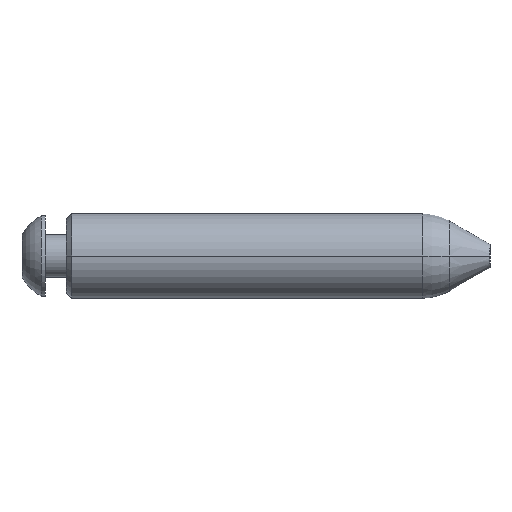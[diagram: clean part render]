
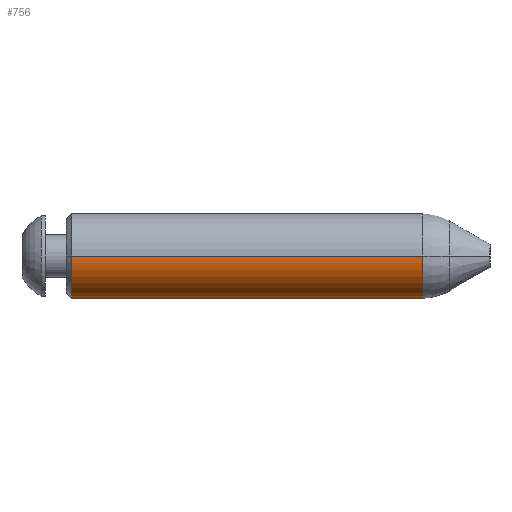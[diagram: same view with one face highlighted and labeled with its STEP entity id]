
A CAD part, left-side view. The second image highlights one B-rep face of the part: STEP entity #756.
In plain terms, the highlighted cylindrical face has radius 4 mm (diameter 8 mm), a partial arc.
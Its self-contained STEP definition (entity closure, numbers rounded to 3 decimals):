
#37 = CARTESIAN_POINT ( 'NONE',  ( 0., 0., 39.5 ) ) ;
#92 = ORIENTED_EDGE ( 'NONE', *, *, #560, .T. ) ;
#126 = ORIENTED_EDGE ( 'NONE', *, *, #1265, .T. ) ;
#155 = DIRECTION ( 'NONE',  ( 0., 0., -1. ) ) ;
#204 = DIRECTION ( 'NONE',  ( -1., 0., 0. ) ) ;
#267 = VERTEX_POINT ( 'NONE', #1180 ) ;
#275 = CARTESIAN_POINT ( 'NONE',  ( -4., 0., 39.5 ) ) ;
#322 = AXIS2_PLACEMENT_3D ( 'NONE', #37, #918, #587 ) ;
#421 = ORIENTED_EDGE ( 'NONE', *, *, #980, .F. ) ;
#461 = ORIENTED_EDGE ( 'NONE', *, *, #1085, .T. ) ;
#517 = EDGE_LOOP ( 'NONE', ( #92, #126, #461, #421 ) ) ;
#555 = VERTEX_POINT ( 'NONE', #275 ) ;
#560 = EDGE_CURVE ( 'NONE', #555, #267, #1096, .T. ) ;
#587 = DIRECTION ( 'NONE',  ( 1., 0., 0. ) ) ;
#610 = CARTESIAN_POINT ( 'NONE',  ( 4., 0., 6.34 ) ) ;
#683 = DIRECTION ( 'NONE',  ( 0., 0., -1. ) ) ;
#700 = CARTESIAN_POINT ( 'NONE',  ( 4., 0., 40. ) ) ;
#742 = AXIS2_PLACEMENT_3D ( 'NONE', #835, #1391, #1278 ) ;
#756 = ADVANCED_FACE ( 'NONE', ( #1183 ), #837, .T. ) ;
#812 = LINE ( 'NONE', #700, #868 ) ;
#835 = CARTESIAN_POINT ( 'NONE',  ( 0., 0., 6.34 ) ) ;
#837 = CYLINDRICAL_SURFACE ( 'NONE', #1071, 4. ) ;
#849 = CIRCLE ( 'NONE', #742, 4. ) ;
#855 = DIRECTION ( 'NONE',  ( 0., 0., -1. ) ) ;
#868 = VECTOR ( 'NONE', #155, 1000. ) ;
#918 = DIRECTION ( 'NONE',  ( 0., 0., -1. ) ) ;
#926 = VERTEX_POINT ( 'NONE', #1179 ) ;
#936 = VERTEX_POINT ( 'NONE', #610 ) ;
#980 = EDGE_CURVE ( 'NONE', #555, #926, #1015, .T. ) ;
#989 = VECTOR ( 'NONE', #683, 1000. ) ;
#1015 = LINE ( 'NONE', #1130, #989 ) ;
#1071 = AXIS2_PLACEMENT_3D ( 'NONE', #1279, #855, #204 ) ;
#1085 = EDGE_CURVE ( 'NONE', #936, #926, #849, .T. ) ;
#1096 = CIRCLE ( 'NONE', #322, 4. ) ;
#1130 = CARTESIAN_POINT ( 'NONE',  ( -4., 0., 40. ) ) ;
#1179 = CARTESIAN_POINT ( 'NONE',  ( -4., 0., 6.34 ) ) ;
#1180 = CARTESIAN_POINT ( 'NONE',  ( 4., 0., 39.5 ) ) ;
#1183 = FACE_OUTER_BOUND ( 'NONE', #517, .T. ) ;
#1265 = EDGE_CURVE ( 'NONE', #267, #936, #812, .T. ) ;
#1278 = DIRECTION ( 'NONE',  ( -1., 0., 0. ) ) ;
#1279 = CARTESIAN_POINT ( 'NONE',  ( 0., 0., 40. ) ) ;
#1391 = DIRECTION ( 'NONE',  ( 0., 0., 1. ) ) ;
